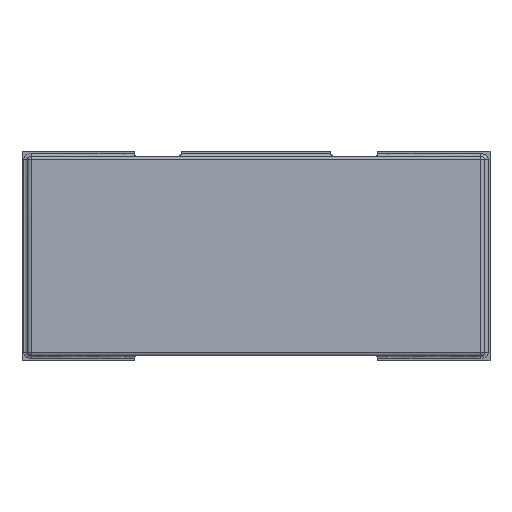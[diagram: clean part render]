
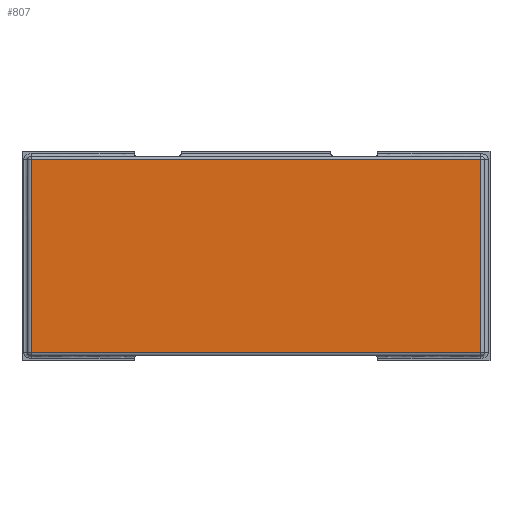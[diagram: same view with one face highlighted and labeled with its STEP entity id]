
A CAD part, front view. The second image highlights one B-rep face of the part: STEP entity #807.
In plain terms, the highlighted free-form (B-spline) face has degree [1, 1] with [2, 2] control points.
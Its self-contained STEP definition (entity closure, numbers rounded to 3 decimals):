
#807 = ADVANCED_FACE('',(#808),#838,.T.);
#808 = FACE_BOUND('',#809,.T.);
#809 = EDGE_LOOP('',(#810,#819,#826,#833));
#810 = ORIENTED_EDGE('',*,*,#811,.T.);
#811 = EDGE_CURVE('',#812,#814,#816,.T.);
#812 = VERTEX_POINT('',#813);
#813 = CARTESIAN_POINT('',(-1.2,-1.6,1.078));
#814 = VERTEX_POINT('',#815);
#815 = CARTESIAN_POINT('',(-1.2,-1.6,0.042));
#816 = B_SPLINE_CURVE_WITH_KNOTS('',1,(#817,#818),.UNSPECIFIED.,.F.,.F.,
  (2,2),(-0.75,-0.01),.PIECEWISE_BEZIER_KNOTS.);
#817 = CARTESIAN_POINT('',(-1.2,-1.6,1.078));
#818 = CARTESIAN_POINT('',(-1.2,-1.6,0.042));
#819 = ORIENTED_EDGE('',*,*,#820,.T.);
#820 = EDGE_CURVE('',#814,#821,#823,.T.);
#821 = VERTEX_POINT('',#822);
#822 = CARTESIAN_POINT('',(1.2,-1.6,0.042));
#823 = B_SPLINE_CURVE_WITH_KNOTS('',1,(#824,#825),.UNSPECIFIED.,.F.,.F.,
  (2,2),(1.364,2.564),.PIECEWISE_BEZIER_KNOTS.);
#824 = CARTESIAN_POINT('',(-1.2,-1.6,0.042));
#825 = CARTESIAN_POINT('',(1.2,-1.6,0.042));
#826 = ORIENTED_EDGE('',*,*,#827,.T.);
#827 = EDGE_CURVE('',#821,#828,#830,.T.);
#828 = VERTEX_POINT('',#829);
#829 = CARTESIAN_POINT('',(1.2,-1.6,1.078));
#830 = B_SPLINE_CURVE_WITH_KNOTS('',1,(#831,#832),.UNSPECIFIED.,.F.,.F.,
  (2,2),(-0.75,-0.01),.PIECEWISE_BEZIER_KNOTS.);
#831 = CARTESIAN_POINT('',(1.2,-1.6,0.042));
#832 = CARTESIAN_POINT('',(1.2,-1.6,1.078));
#833 = ORIENTED_EDGE('',*,*,#834,.T.);
#834 = EDGE_CURVE('',#828,#812,#835,.T.);
#835 = B_SPLINE_CURVE_WITH_KNOTS('',1,(#836,#837),.UNSPECIFIED.,.F.,.F.,
  (2,2),(-1.21,-0.01),.PIECEWISE_BEZIER_KNOTS.);
#836 = CARTESIAN_POINT('',(1.2,-1.6,1.078));
#837 = CARTESIAN_POINT('',(-1.2,-1.6,1.078));
#838 = B_SPLINE_SURFACE_WITH_KNOTS('',1,1,(
    (#839,#840)
    ,(#841,#842
    )),.UNSPECIFIED.,.F.,.F.,.F.,(2,2),(2,2),(1.364,
    2.564),(-0.75,-0.01),.PIECEWISE_BEZIER_KNOTS.);
#839 = CARTESIAN_POINT('',(-1.2,-1.6,0.042));
#840 = CARTESIAN_POINT('',(-1.2,-1.6,1.078));
#841 = CARTESIAN_POINT('',(1.2,-1.6,0.042));
#842 = CARTESIAN_POINT('',(1.2,-1.6,1.078));
